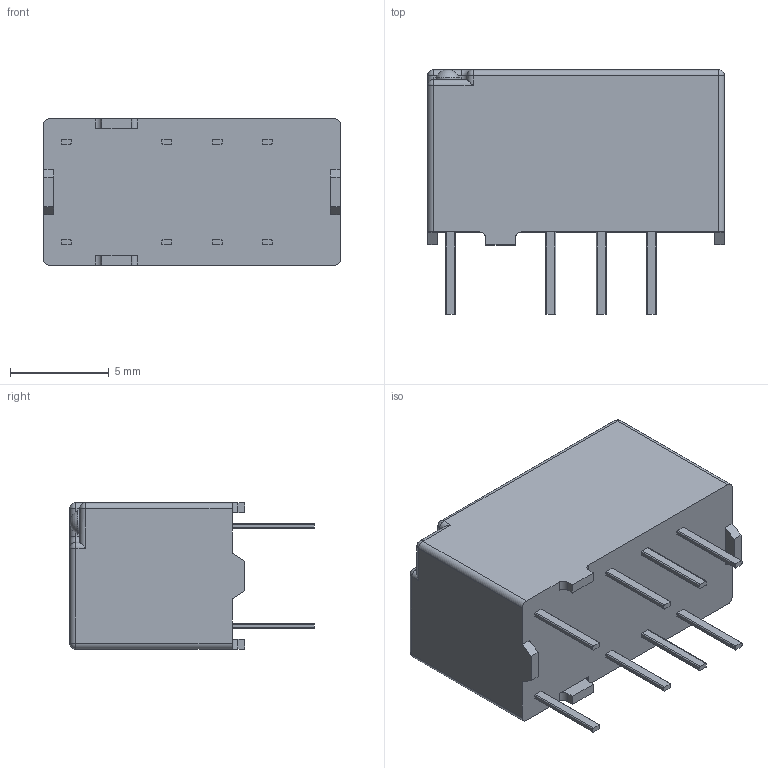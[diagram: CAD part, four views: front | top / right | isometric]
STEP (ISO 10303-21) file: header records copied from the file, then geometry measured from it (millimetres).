
FILE_DESCRIPTION(('FreeCAD Model'),'2;1');
FILE_NAME('TX2relay.step','2020-05-18T22:04:27',('Author'),(''), 'Open CASCADE STEP processor 7.3','FreeCAD','Unknown');
FILE_SCHEMA(('AUTOMOTIVE_DESIGN { 1 0 10303 214 1 1 1 1 }'));
Length unit declared in the file: millimetre
Products named in the file (1): User_Library-TX2-L
Bounding box: 15 x 12.35 x 7.4 mm (x, y, z)
Volume: 912.9 mm3; surface area: 640.7 mm2
Topology: 1 solids, 1 shells, 267 faces, 710 edges, 462 vertices
Faces by surface type: plane 165, cylinder 53, bspline 41, sphere 7, torus 1
Entity records: 22444 total; most frequent: CARTESIAN_POINT 6795, DIRECTION 2394, LINE 1659, VECTOR 1659, ORIENTED_EDGE 1406, PCURVE 1406, DEFINITIONAL_REPRESENTATION 1406, EDGE_CURVE 703
